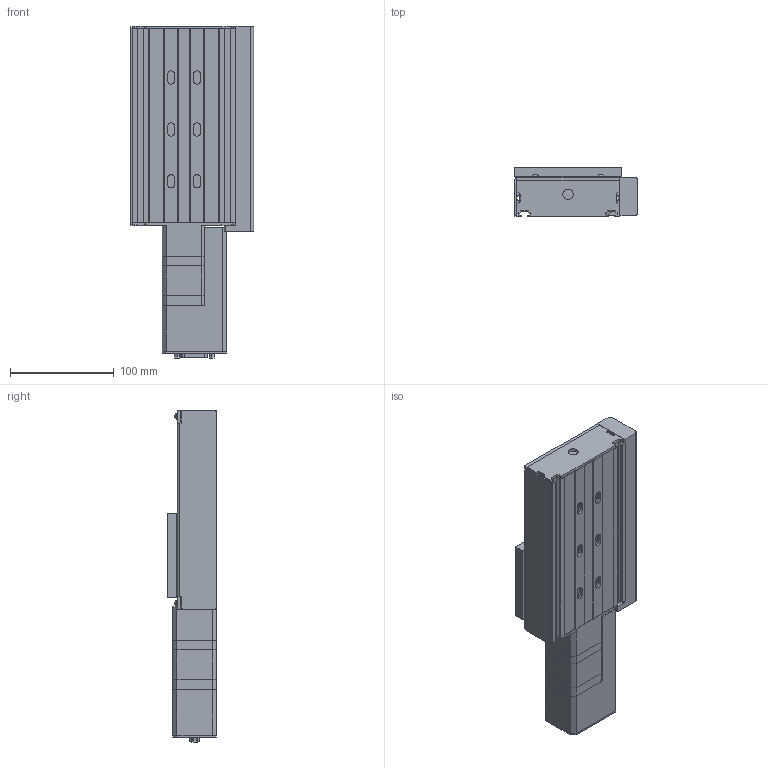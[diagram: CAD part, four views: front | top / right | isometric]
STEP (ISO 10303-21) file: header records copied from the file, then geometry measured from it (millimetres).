
FILE_DESCRIPTION (( 'STEP AP203' ), '1' );
FILE_NAME ('LRQ075xL-DE51CT10A.step', '2023-05-17T23:58:18', ( '' ), ( '' ), 'SwSTEP 2.0', 'SolidWorks 2019', '' );
FILE_SCHEMA (( 'CONFIG_CONTROL_DESIGN' ));
Length unit declared in the file: millimetre
Products named in the file (4): LRQ_base^LRQ_LRQ075L-DEC; LRQ075xL-DE51CT10A; NMS17_motor^LRQ_LRQ-T10A; LRQ_carriage^LRQ_LRQ-C
Assembly tree (3 placements, depth 2):
  LRQ075xL-DE51CT10A
    LRQ_base^LRQ_LRQ075L-DEC
    LRQ_carriage^LRQ_LRQ-C
    NMS17_motor^LRQ_LRQ-T10A
Bounding box: 118.85 x 48 x 320.01 mm (x, y, z)
Volume: 852523.6 mm3; surface area: 270976.2 mm2
Topology: 30 solids, 30 shells, 747 faces, 1874 edges, 1237 vertices
Faces by surface type: plane 474, cylinder 235, cone 26, torus 8, sphere 4
Entity records: 22901 total; most frequent: CARTESIAN_POINT 4168, DIRECTION 3857, ORIENTED_EDGE 3716, EDGE_CURVE 1858, AXIS2_PLACEMENT_3D 1286, VECTOR 1285, LINE 1285, VERTEX_POINT 1233
